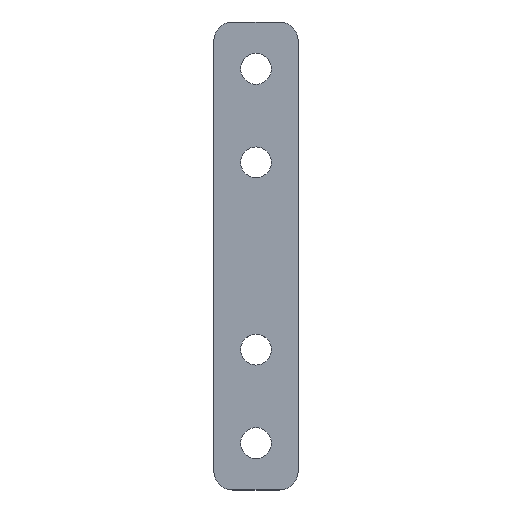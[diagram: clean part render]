
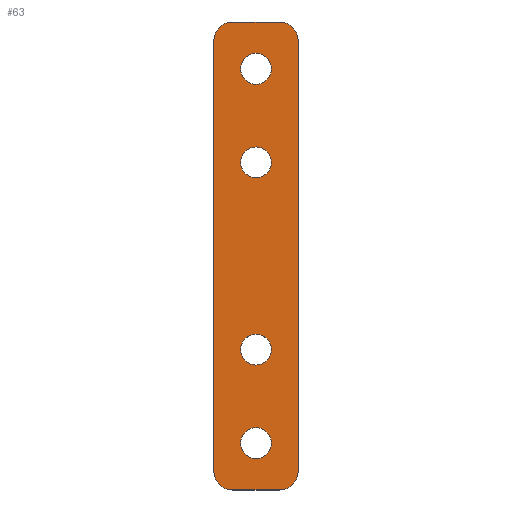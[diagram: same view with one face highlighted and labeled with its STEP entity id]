
A CAD part, top view. The second image highlights one B-rep face of the part: STEP entity #63.
In plain terms, the highlighted planar face has unit normal (0, 0, 1).
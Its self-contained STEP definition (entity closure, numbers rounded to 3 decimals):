
#10 = VERTEX_POINT ( 'NONE', #591 ) ;
#15 = DIRECTION ( 'NONE',  ( -1., 0., 0. ) ) ;
#18 = VERTEX_POINT ( 'NONE', #345 ) ;
#19 = EDGE_CURVE ( 'NONE', #470, #229, #703, .T. ) ;
#21 = AXIS2_PLACEMENT_3D ( 'NONE', #459, #629, #389 ) ;
#22 = EDGE_LOOP ( 'NONE', ( #309, #62 ) ) ;
#35 = DIRECTION ( 'NONE',  ( 1., 0., 0. ) ) ;
#41 = CARTESIAN_POINT ( 'NONE',  ( -1.65, -20., 2. ) ) ;
#42 = AXIS2_PLACEMENT_3D ( 'NONE', #672, #612, #89 ) ;
#45 = DIRECTION ( 'NONE',  ( 0., 0., 1. ) ) ;
#48 = CARTESIAN_POINT ( 'NONE',  ( 1.65, 20., 2. ) ) ;
#57 = FACE_OUTER_BOUND ( 'NONE', #367, .T. ) ;
#62 = ORIENTED_EDGE ( 'NONE', *, *, #279, .F. ) ;
#63 = ADVANCED_FACE ( 'NONE', ( #753, #578, #277, #696, #57 ), #281, .F. ) ;
#78 = EDGE_CURVE ( 'NONE', #18, #348, #375, .T. ) ;
#83 = AXIS2_PLACEMENT_3D ( 'NONE', #316, #547, #549 ) ;
#85 = LINE ( 'NONE', #435, #441 ) ;
#89 = DIRECTION ( 'NONE',  ( 1., 0., 0. ) ) ;
#91 = CIRCLE ( 'NONE', #509, 2. ) ;
#92 = CIRCLE ( 'NONE', #492, 2. ) ;
#94 = CARTESIAN_POINT ( 'NONE',  ( -2.5, -23., 2. ) ) ;
#95 = AXIS2_PLACEMENT_3D ( 'NONE', #272, #624, #694 ) ;
#100 = CARTESIAN_POINT ( 'NONE',  ( -4.5, -25., 2. ) ) ;
#102 = CIRCLE ( 'NONE', #361, 1.65 ) ;
#104 = CIRCLE ( 'NONE', #543, 1.65 ) ;
#128 = EDGE_CURVE ( 'NONE', #709, #402, #539, .T. ) ;
#136 = ORIENTED_EDGE ( 'NONE', *, *, #565, .T. ) ;
#160 = DIRECTION ( 'NONE',  ( 1., 0., 0. ) ) ;
#168 = CIRCLE ( 'NONE', #227, 1.65 ) ;
#171 = ORIENTED_EDGE ( 'NONE', *, *, #615, .T. ) ;
#175 = EDGE_LOOP ( 'NONE', ( #540, #188 ) ) ;
#180 = DIRECTION ( 'NONE',  ( -1., 0., 0. ) ) ;
#184 = AXIS2_PLACEMENT_3D ( 'NONE', #280, #270, #344 ) ;
#185 = ORIENTED_EDGE ( 'NONE', *, *, #200, .T. ) ;
#188 = ORIENTED_EDGE ( 'NONE', *, *, #128, .F. ) ;
#192 = VERTEX_POINT ( 'NONE', #494 ) ;
#193 = CARTESIAN_POINT ( 'NONE',  ( -2.5, 23., 2. ) ) ;
#197 = DIRECTION ( 'NONE',  ( 0., 0., 1. ) ) ;
#200 = EDGE_CURVE ( 'NONE', #10, #18, #742, .T. ) ;
#205 = DIRECTION ( 'NONE',  ( -1., 0., 0. ) ) ;
#211 = CARTESIAN_POINT ( 'NONE',  ( 0., 20., 2. ) ) ;
#215 = CIRCLE ( 'NONE', #83, 2. ) ;
#217 = CIRCLE ( 'NONE', #592, 1.65 ) ;
#225 = EDGE_LOOP ( 'NONE', ( #230, #422 ) ) ;
#227 = AXIS2_PLACEMENT_3D ( 'NONE', #251, #603, #35 ) ;
#229 = VERTEX_POINT ( 'NONE', #346 ) ;
#230 = ORIENTED_EDGE ( 'NONE', *, *, #740, .F. ) ;
#251 = CARTESIAN_POINT ( 'NONE',  ( 0., -10., 2. ) ) ;
#265 = VECTOR ( 'NONE', #648, 1000. ) ;
#268 = CARTESIAN_POINT ( 'NONE',  ( 0., 10., 2. ) ) ;
#270 = DIRECTION ( 'NONE',  ( 0., 0., 1. ) ) ;
#272 = CARTESIAN_POINT ( 'NONE',  ( 0., 10., 2. ) ) ;
#277 = FACE_BOUND ( 'NONE', #175, .T. ) ;
#278 = CIRCLE ( 'NONE', #95, 1.65 ) ;
#279 = EDGE_CURVE ( 'NONE', #403, #192, #168, .T. ) ;
#280 = CARTESIAN_POINT ( 'NONE',  ( 0., 20., 2. ) ) ;
#281 = PLANE ( 'NONE',  #698 ) ;
#290 = VERTEX_POINT ( 'NONE', #371 ) ;
#309 = ORIENTED_EDGE ( 'NONE', *, *, #668, .F. ) ;
#310 = VECTOR ( 'NONE', #443, 1000. ) ;
#316 = CARTESIAN_POINT ( 'NONE',  ( 2.5, -23., 2. ) ) ;
#325 = CARTESIAN_POINT ( 'NONE',  ( -4.5, 23., 2. ) ) ;
#334 = CARTESIAN_POINT ( 'NONE',  ( -1.65, -10., 2. ) ) ;
#342 = VERTEX_POINT ( 'NONE', #489 ) ;
#344 = DIRECTION ( 'NONE',  ( 1., 0., 0. ) ) ;
#345 = CARTESIAN_POINT ( 'NONE',  ( -2.5, 25., 2. ) ) ;
#346 = CARTESIAN_POINT ( 'NONE',  ( 2.5, -25., 2. ) ) ;
#348 = VERTEX_POINT ( 'NONE', #325 ) ;
#349 = VERTEX_POINT ( 'NONE', #731 ) ;
#351 = EDGE_CURVE ( 'NONE', #349, #10, #91, .T. ) ;
#361 = AXIS2_PLACEMENT_3D ( 'NONE', #504, #746, #686 ) ;
#367 = EDGE_LOOP ( 'NONE', ( #460, #136, #418, #708, #171, #533, #185, #658 ) ) ;
#371 = CARTESIAN_POINT ( 'NONE',  ( -4.5, -23., 2. ) ) ;
#375 = CIRCLE ( 'NONE', #455, 2. ) ;
#382 = EDGE_CURVE ( 'NONE', #402, #709, #102, .T. ) ;
#387 = DIRECTION ( 'NONE',  ( 1., 0., 0. ) ) ;
#389 = DIRECTION ( 'NONE',  ( 1., 0., 0. ) ) ;
#402 = VERTEX_POINT ( 'NONE', #628 ) ;
#403 = VERTEX_POINT ( 'NONE', #334 ) ;
#418 = ORIENTED_EDGE ( 'NONE', *, *, #19, .T. ) ;
#422 = ORIENTED_EDGE ( 'NONE', *, *, #705, .F. ) ;
#423 = DIRECTION ( 'NONE',  ( 0., 0., 1. ) ) ;
#435 = CARTESIAN_POINT ( 'NONE',  ( 4.5, -25., 2. ) ) ;
#436 = DIRECTION ( 'NONE',  ( -1., 0., 0. ) ) ;
#441 = VECTOR ( 'NONE', #495, 1000. ) ;
#443 = DIRECTION ( 'NONE',  ( 0., -1., 0. ) ) ;
#455 = AXIS2_PLACEMENT_3D ( 'NONE', #193, #423, #15 ) ;
#459 = CARTESIAN_POINT ( 'NONE',  ( 0., -10., 2. ) ) ;
#460 = ORIENTED_EDGE ( 'NONE', *, *, #675, .T. ) ;
#467 = CARTESIAN_POINT ( 'NONE',  ( -2.5, -25., 2. ) ) ;
#470 = VERTEX_POINT ( 'NONE', #467 ) ;
#474 = VERTEX_POINT ( 'NONE', #713 ) ;
#478 = VECTOR ( 'NONE', #205, 1000. ) ;
#485 = DIRECTION ( 'NONE',  ( 0., 0., -1. ) ) ;
#489 = CARTESIAN_POINT ( 'NONE',  ( -1.65, 10., 2. ) ) ;
#492 = AXIS2_PLACEMENT_3D ( 'NONE', #94, #679, #499 ) ;
#494 = CARTESIAN_POINT ( 'NONE',  ( 1.65, -10., 2. ) ) ;
#495 = DIRECTION ( 'NONE',  ( 0., 1., 0. ) ) ;
#499 = DIRECTION ( 'NONE',  ( -1., 0., 0. ) ) ;
#504 = CARTESIAN_POINT ( 'NONE',  ( 0., -20., 2. ) ) ;
#509 = AXIS2_PLACEMENT_3D ( 'NONE', #736, #197, #436 ) ;
#510 = EDGE_CURVE ( 'NONE', #229, #529, #215, .T. ) ;
#525 = CARTESIAN_POINT ( 'NONE',  ( -4.5, -25., 2. ) ) ;
#529 = VERTEX_POINT ( 'NONE', #730 ) ;
#533 = ORIENTED_EDGE ( 'NONE', *, *, #351, .T. ) ;
#539 = CIRCLE ( 'NONE', #42, 1.65 ) ;
#540 = ORIENTED_EDGE ( 'NONE', *, *, #382, .F. ) ;
#543 = AXIS2_PLACEMENT_3D ( 'NONE', #268, #632, #160 ) ;
#547 = DIRECTION ( 'NONE',  ( 0., 0., 1. ) ) ;
#549 = DIRECTION ( 'NONE',  ( -1., 0., 0. ) ) ;
#565 = EDGE_CURVE ( 'NONE', #290, #470, #92, .T. ) ;
#566 = LINE ( 'NONE', #100, #310 ) ;
#578 = FACE_BOUND ( 'NONE', #758, .T. ) ;
#585 = ORIENTED_EDGE ( 'NONE', *, *, #757, .F. ) ;
#591 = CARTESIAN_POINT ( 'NONE',  ( 2.5, 25., 2. ) ) ;
#592 = AXIS2_PLACEMENT_3D ( 'NONE', #211, #45, #387 ) ;
#603 = DIRECTION ( 'NONE',  ( 0., 0., 1. ) ) ;
#604 = VERTEX_POINT ( 'NONE', #607 ) ;
#607 = CARTESIAN_POINT ( 'NONE',  ( -1.65, 20., 2. ) ) ;
#612 = DIRECTION ( 'NONE',  ( 0., 0., 1. ) ) ;
#615 = EDGE_CURVE ( 'NONE', #529, #349, #85, .T. ) ;
#624 = DIRECTION ( 'NONE',  ( 0., 0., 1. ) ) ;
#627 = CIRCLE ( 'NONE', #184, 1.65 ) ;
#628 = CARTESIAN_POINT ( 'NONE',  ( 1.65, -20., 2. ) ) ;
#629 = DIRECTION ( 'NONE',  ( 0., 0., 1. ) ) ;
#632 = DIRECTION ( 'NONE',  ( 0., 0., 1. ) ) ;
#648 = DIRECTION ( 'NONE',  ( 1., 0., 0. ) ) ;
#658 = ORIENTED_EDGE ( 'NONE', *, *, #78, .T. ) ;
#663 = VERTEX_POINT ( 'NONE', #48 ) ;
#664 = CARTESIAN_POINT ( 'NONE',  ( 0., 0., 2. ) ) ;
#668 = EDGE_CURVE ( 'NONE', #192, #403, #690, .T. ) ;
#672 = CARTESIAN_POINT ( 'NONE',  ( 0., -20., 2. ) ) ;
#675 = EDGE_CURVE ( 'NONE', #348, #290, #566, .T. ) ;
#679 = DIRECTION ( 'NONE',  ( 0., 0., 1. ) ) ;
#686 = DIRECTION ( 'NONE',  ( 1., 0., 0. ) ) ;
#690 = CIRCLE ( 'NONE', #21, 1.65 ) ;
#694 = DIRECTION ( 'NONE',  ( 1., 0., 0. ) ) ;
#695 = EDGE_CURVE ( 'NONE', #342, #474, #278, .T. ) ;
#696 = FACE_BOUND ( 'NONE', #22, .T. ) ;
#698 = AXIS2_PLACEMENT_3D ( 'NONE', #664, #485, #180 ) ;
#703 = LINE ( 'NONE', #525, #265 ) ;
#705 = EDGE_CURVE ( 'NONE', #604, #663, #217, .T. ) ;
#708 = ORIENTED_EDGE ( 'NONE', *, *, #510, .T. ) ;
#709 = VERTEX_POINT ( 'NONE', #41 ) ;
#713 = CARTESIAN_POINT ( 'NONE',  ( 1.65, 10., 2. ) ) ;
#730 = CARTESIAN_POINT ( 'NONE',  ( 4.5, -23., 2. ) ) ;
#731 = CARTESIAN_POINT ( 'NONE',  ( 4.5, 23., 2. ) ) ;
#736 = CARTESIAN_POINT ( 'NONE',  ( 2.5, 23., 2. ) ) ;
#737 = CARTESIAN_POINT ( 'NONE',  ( -4.5, 25., 2. ) ) ;
#740 = EDGE_CURVE ( 'NONE', #663, #604, #627, .T. ) ;
#742 = LINE ( 'NONE', #737, #478 ) ;
#746 = DIRECTION ( 'NONE',  ( 0., 0., 1. ) ) ;
#753 = FACE_BOUND ( 'NONE', #225, .T. ) ;
#756 = ORIENTED_EDGE ( 'NONE', *, *, #695, .F. ) ;
#757 = EDGE_CURVE ( 'NONE', #474, #342, #104, .T. ) ;
#758 = EDGE_LOOP ( 'NONE', ( #585, #756 ) ) ;
